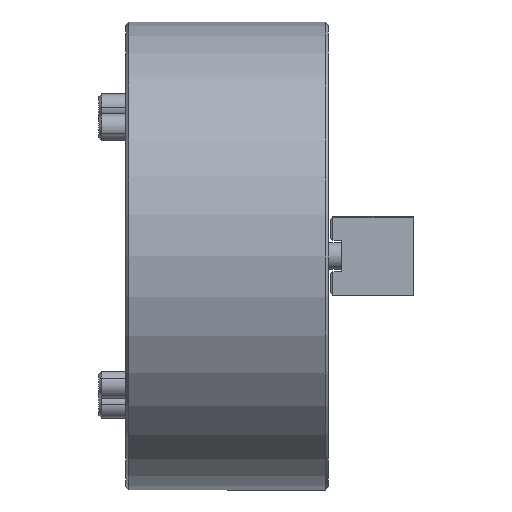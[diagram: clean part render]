
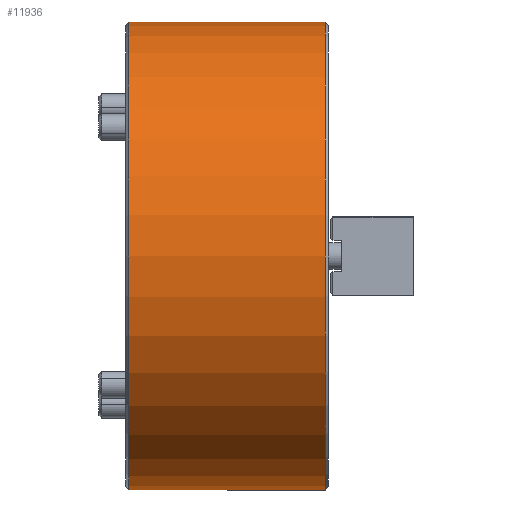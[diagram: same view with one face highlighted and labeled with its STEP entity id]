
A CAD part, front view. The second image highlights one B-rep face of the part: STEP entity #11936.
In plain terms, the highlighted cylindrical face has radius 105 mm (diameter 210 mm), a partial arc.
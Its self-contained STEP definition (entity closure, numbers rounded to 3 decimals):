
#997 = CARTESIAN_POINT ( 'NONE',  ( 0., 0., -105. ) ) ;
#1371 = CARTESIAN_POINT ( 'NONE',  ( -89.5, 0., -105. ) ) ;
#1393 = AXIS2_PLACEMENT_3D ( 'NONE', #21193, #21447, #7754 ) ;
#1594 = CARTESIAN_POINT ( 'NONE',  ( 0., 0., 105. ) ) ;
#3348 = ORIENTED_EDGE ( 'NONE', *, *, #8611, .F. ) ;
#4894 = CYLINDRICAL_SURFACE ( 'NONE', #1393, 105. ) ;
#5049 = EDGE_CURVE ( 'NONE', #22714, #14519, #17719, .T. ) ;
#5878 = CARTESIAN_POINT ( 'NONE',  ( -89.5, 0., 105. ) ) ;
#6223 = LINE ( 'NONE', #1594, #16811 ) ;
#7754 = DIRECTION ( 'NONE',  ( 0., 0., -1. ) ) ;
#8127 = DIRECTION ( 'NONE',  ( 1., 0., 0. ) ) ;
#8611 = EDGE_CURVE ( 'NONE', #21818, #22714, #6223, .T. ) ;
#9157 = AXIS2_PLACEMENT_3D ( 'NONE', #11273, #25259, #13278 ) ;
#9361 = CARTESIAN_POINT ( 'NONE',  ( -1.5, 0., -105. ) ) ;
#9902 = VERTEX_POINT ( 'NONE', #1371 ) ;
#10538 = LINE ( 'NONE', #997, #20534 ) ;
#10888 = CARTESIAN_POINT ( 'NONE',  ( -1.5, 0., 105. ) ) ;
#11273 = CARTESIAN_POINT ( 'NONE',  ( -89.5, 0., 0. ) ) ;
#11936 = ADVANCED_FACE ( 'NONE', ( #15526 ), #4894, .T. ) ;
#12169 = EDGE_CURVE ( 'NONE', #9902, #14519, #10538, .T. ) ;
#13278 = DIRECTION ( 'NONE',  ( 0., 0., -1. ) ) ;
#14519 = VERTEX_POINT ( 'NONE', #9361 ) ;
#14656 = AXIS2_PLACEMENT_3D ( 'NONE', #17122, #19283, #18645 ) ;
#14767 = CIRCLE ( 'NONE', #9157, 105. ) ;
#15150 = ORIENTED_EDGE ( 'NONE', *, *, #12169, .T. ) ;
#15526 = FACE_OUTER_BOUND ( 'NONE', #19462, .T. ) ;
#16811 = VECTOR ( 'NONE', #8127, 1000. ) ;
#17092 = DIRECTION ( 'NONE',  ( 1., 0., 0. ) ) ;
#17122 = CARTESIAN_POINT ( 'NONE',  ( -1.5, 0., 0. ) ) ;
#17258 = ORIENTED_EDGE ( 'NONE', *, *, #5049, .F. ) ;
#17719 = CIRCLE ( 'NONE', #14656, 105. ) ;
#18645 = DIRECTION ( 'NONE',  ( 0., 0., -1. ) ) ;
#19283 = DIRECTION ( 'NONE',  ( 1., 0., 0. ) ) ;
#19462 = EDGE_LOOP ( 'NONE', ( #3348, #23606, #15150, #17258 ) ) ;
#20534 = VECTOR ( 'NONE', #17092, 1000. ) ;
#21193 = CARTESIAN_POINT ( 'NONE',  ( 0., 0., 0. ) ) ;
#21447 = DIRECTION ( 'NONE',  ( 1., 0., 0. ) ) ;
#21818 = VERTEX_POINT ( 'NONE', #5878 ) ;
#22714 = VERTEX_POINT ( 'NONE', #10888 ) ;
#23370 = EDGE_CURVE ( 'NONE', #21818, #9902, #14767, .T. ) ;
#23606 = ORIENTED_EDGE ( 'NONE', *, *, #23370, .T. ) ;
#25259 = DIRECTION ( 'NONE',  ( 1., 0., 0. ) ) ;
